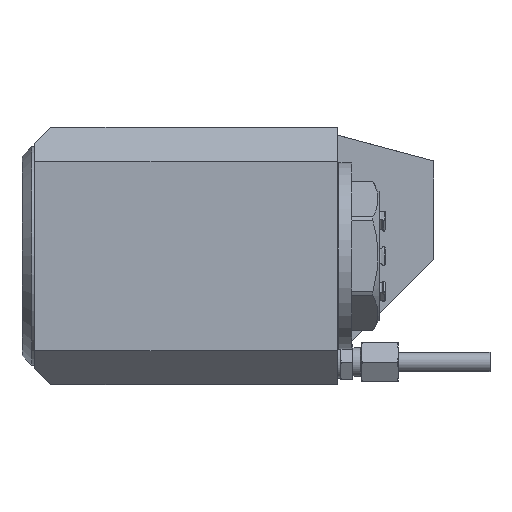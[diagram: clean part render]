
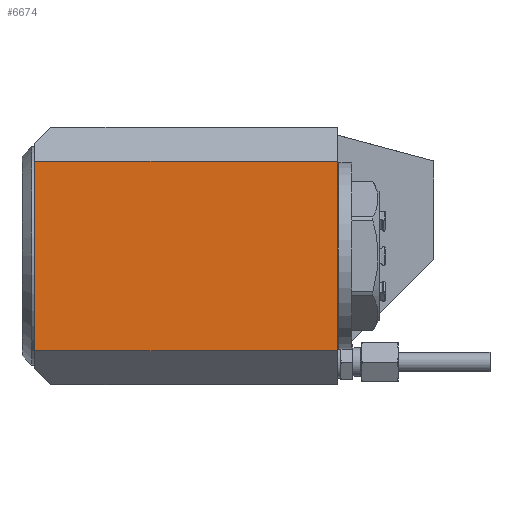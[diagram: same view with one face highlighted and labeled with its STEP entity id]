
A CAD part, left-side view. The second image highlights one B-rep face of the part: STEP entity #6674.
In plain terms, the highlighted planar face has unit normal (-1, 0, 0).
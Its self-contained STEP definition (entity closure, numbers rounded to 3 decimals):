
#676=LINE('',#10798,#1233);
#677=LINE('',#10801,#1234);
#678=LINE('',#10803,#1235);
#679=LINE('',#10805,#1236);
#1233=VECTOR('',#8593,1000.);
#1234=VECTOR('',#8594,1000.);
#1235=VECTOR('',#8595,1000.);
#1236=VECTOR('',#8596,1000.);
#1543=PLANE('',#7193);
#2735=ORIENTED_EDGE('',*,*,#4124,.T.);
#2736=ORIENTED_EDGE('',*,*,#4125,.F.);
#2737=ORIENTED_EDGE('',*,*,#4126,.T.);
#2738=ORIENTED_EDGE('',*,*,#4127,.T.);
#4124=EDGE_CURVE('',#4913,#4914,#676,.T.);
#4125=EDGE_CURVE('',#4915,#4914,#677,.F.);
#4126=EDGE_CURVE('',#4915,#4916,#678,.T.);
#4127=EDGE_CURVE('',#4916,#4913,#679,.T.);
#4913=VERTEX_POINT('',#10799);
#4914=VERTEX_POINT('',#10800);
#4915=VERTEX_POINT('',#10802);
#4916=VERTEX_POINT('',#10804);
#5664=EDGE_LOOP('',(#2735,#2736,#2737,#2738));
#6130=FACE_BOUND('',#5664,.T.);
#6674=ADVANCED_FACE('',(#6130),#1543,.F.);
#7193=AXIS2_PLACEMENT_3D('',#10797,#8591,#8592);
#8591=DIRECTION('',(1.,0.,0.));
#8592=DIRECTION('',(0.,0.,-1.));
#8593=DIRECTION('',(0.,-1.,0.));
#8594=DIRECTION('',(0.,0.,1.));
#8595=DIRECTION('',(0.,1.,0.));
#8596=DIRECTION('',(0.,0.,-1.));
#10797=CARTESIAN_POINT('',(-152.,45.,40.));
#10798=CARTESIAN_POINT('',(-152.,45.,-29.5));
#10799=CARTESIAN_POINT('',(-152.,45.,-29.5));
#10800=CARTESIAN_POINT('',(-152.,-49.,-29.5));
#10801=CARTESIAN_POINT('',(-152.,-49.,40.));
#10802=CARTESIAN_POINT('',(-152.,-49.,29.5));
#10803=CARTESIAN_POINT('',(-152.,40.,29.5));
#10804=CARTESIAN_POINT('',(-152.,45.,29.5));
#10805=CARTESIAN_POINT('',(-152.,45.,40.));
